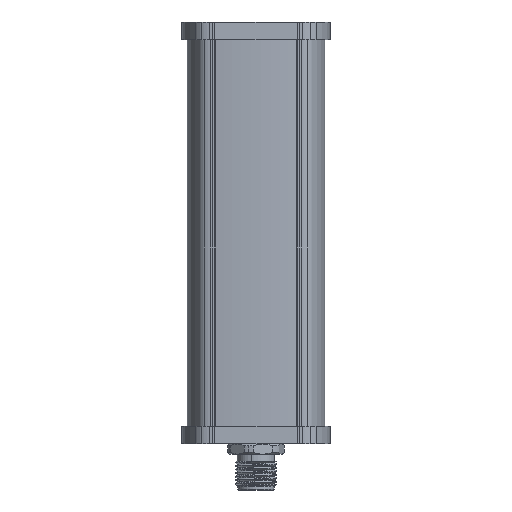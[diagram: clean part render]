
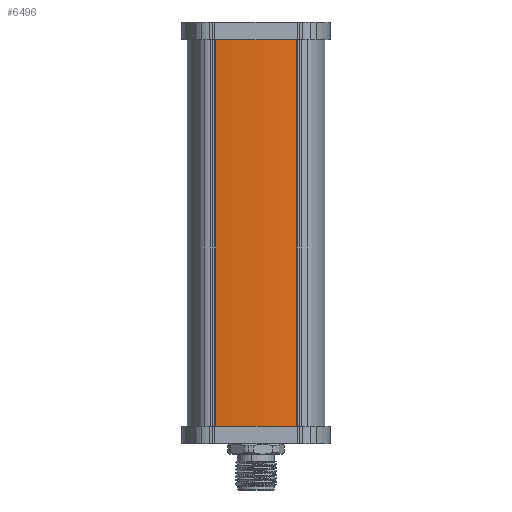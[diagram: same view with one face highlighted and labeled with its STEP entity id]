
A CAD part, front view. The second image highlights one B-rep face of the part: STEP entity #6496.
In plain terms, the highlighted cylindrical face has radius 94.814 mm (diameter 189.629 mm), a partial arc.
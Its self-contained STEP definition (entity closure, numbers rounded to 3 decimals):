
#177 = VECTOR ( 'NONE', #15274, 1000. ) ;
#191 = VERTEX_POINT ( 'NONE', #5888 ) ;
#1337 = EDGE_CURVE ( 'NONE', #1722, #17245, #20578, .T. ) ;
#1722 = VERTEX_POINT ( 'NONE', #25677 ) ;
#1724 = CARTESIAN_POINT ( 'NONE',  ( -4.35, -57.916, 13.225 ) ) ;
#1926 = VERTEX_POINT ( 'NONE', #7175 ) ;
#2132 = ORIENTED_EDGE ( 'NONE', *, *, #9150, .F. ) ;
#2280 = DIRECTION ( 'NONE',  ( -1., 0., 0. ) ) ;
#2449 = CARTESIAN_POINT ( 'NONE',  ( 11.503, 74.695, 12.625 ) ) ;
#2858 = VECTOR ( 'NONE', #20212, 1000. ) ;
#3816 = EDGE_CURVE ( 'NONE', #1722, #4661, #12414, .T. ) ;
#3819 = CARTESIAN_POINT ( 'NONE',  ( 4.357, 74.695, 13.225 ) ) ;
#4016 = CARTESIAN_POINT ( 'NONE',  ( 0.003, 56.084, -81.489 ) ) ;
#4085 = CARTESIAN_POINT ( 'NONE',  ( -11.497, 74.695, 12.625 ) ) ;
#4157 = CIRCLE ( 'NONE', #11753, 94.814 ) ;
#4591 = ORIENTED_EDGE ( 'NONE', *, *, #26109, .T. ) ;
#4661 = VERTEX_POINT ( 'NONE', #13888 ) ;
#4853 = LINE ( 'NONE', #12398, #23973 ) ;
#4883 = VERTEX_POINT ( 'NONE', #7876 ) ;
#5392 = CARTESIAN_POINT ( 'NONE',  ( -4.35, -55.916, 13.225 ) ) ;
#5818 = AXIS2_PLACEMENT_3D ( 'NONE', #18644, #6240, #2280 ) ;
#5888 = CARTESIAN_POINT ( 'NONE',  ( 4.357, -55.916, 13.225 ) ) ;
#5942 = DIRECTION ( 'NONE',  ( 0., 1., 0. ) ) ;
#6240 = DIRECTION ( 'NONE',  ( 0., -1., 0. ) ) ;
#6406 = CARTESIAN_POINT ( 'NONE',  ( 4.357, 74.695, 13.225 ) ) ;
#6496 = ADVANCED_FACE ( 'NONE', ( #17679 ), #25756, .T. ) ;
#6663 = AXIS2_PLACEMENT_3D ( 'NONE', #4016, #18536, #24494 ) ;
#7175 = CARTESIAN_POINT ( 'NONE',  ( 11.503, -57.916, 12.625 ) ) ;
#7249 = DIRECTION ( 'NONE',  ( 1., 0., 0. ) ) ;
#7624 = CIRCLE ( 'NONE', #20269, 94.814 ) ;
#7650 = CARTESIAN_POINT ( 'NONE',  ( 0.003, 74.695, -81.489 ) ) ;
#7675 = CARTESIAN_POINT ( 'NONE',  ( -4.35, 54.084, 13.225 ) ) ;
#7876 = CARTESIAN_POINT ( 'NONE',  ( 4.357, 56.084, 13.225 ) ) ;
#8485 = EDGE_CURVE ( 'NONE', #4883, #18859, #18208, .T. ) ;
#8611 = EDGE_CURVE ( 'NONE', #16821, #11418, #4853, .T. ) ;
#9061 = CARTESIAN_POINT ( 'NONE',  ( -4.35, 74.695, 13.225 ) ) ;
#9150 = EDGE_CURVE ( 'NONE', #16821, #4661, #4157, .T. ) ;
#9316 = ORIENTED_EDGE ( 'NONE', *, *, #3816, .T. ) ;
#10122 = EDGE_CURVE ( 'NONE', #1926, #10715, #11293, .T. ) ;
#10496 = DIRECTION ( 'NONE',  ( 0., -1., 0. ) ) ;
#10715 = VERTEX_POINT ( 'NONE', #17138 ) ;
#10955 = CIRCLE ( 'NONE', #14352, 94.814 ) ;
#10962 = AXIS2_PLACEMENT_3D ( 'NONE', #11885, #5942, #22194 ) ;
#11274 = ORIENTED_EDGE ( 'NONE', *, *, #10122, .F. ) ;
#11293 = CIRCLE ( 'NONE', #5818, 94.814 ) ;
#11418 = VERTEX_POINT ( 'NONE', #5392 ) ;
#11753 = AXIS2_PLACEMENT_3D ( 'NONE', #17362, #21972, #23195 ) ;
#11885 = CARTESIAN_POINT ( 'NONE',  ( 0.003, 54.084, -81.489 ) ) ;
#12393 = EDGE_CURVE ( 'NONE', #191, #11418, #10955, .T. ) ;
#12398 = CARTESIAN_POINT ( 'NONE',  ( -4.35, 74.695, 13.225 ) ) ;
#12414 = LINE ( 'NONE', #4085, #2858 ) ;
#12439 = EDGE_LOOP ( 'NONE', ( #15758, #26123, #19037, #15119, #26041, #9316, #2132, #20793, #24005, #4591, #11274, #16369 ) ) ;
#12466 = CARTESIAN_POINT ( 'NONE',  ( -4.35, 56.084, 13.225 ) ) ;
#12484 = LINE ( 'NONE', #2449, #21810 ) ;
#13255 = CARTESIAN_POINT ( 'NONE',  ( 0.003, -55.916, -81.489 ) ) ;
#13888 = CARTESIAN_POINT ( 'NONE',  ( -11.497, -57.916, 12.625 ) ) ;
#14352 = AXIS2_PLACEMENT_3D ( 'NONE', #13255, #19717, #23428 ) ;
#14467 = LINE ( 'NONE', #6406, #24862 ) ;
#14620 = EDGE_CURVE ( 'NONE', #18454, #1926, #12484, .T. ) ;
#14674 = CARTESIAN_POINT ( 'NONE',  ( 0.003, 56.084, -81.489 ) ) ;
#15028 = DIRECTION ( 'NONE',  ( 0., 1., 0. ) ) ;
#15062 = DIRECTION ( 'NONE',  ( 1., 0., 0. ) ) ;
#15105 = VECTOR ( 'NONE', #24038, 1000. ) ;
#15119 = ORIENTED_EDGE ( 'NONE', *, *, #25924, .T. ) ;
#15274 = DIRECTION ( 'NONE',  ( 0., 1., 0. ) ) ;
#15758 = ORIENTED_EDGE ( 'NONE', *, *, #20112, .F. ) ;
#16369 = ORIENTED_EDGE ( 'NONE', *, *, #14620, .F. ) ;
#16821 = VERTEX_POINT ( 'NONE', #1724 ) ;
#17023 = DIRECTION ( 'NONE',  ( 0., 1., 0. ) ) ;
#17138 = CARTESIAN_POINT ( 'NONE',  ( 4.357, -57.916, 13.225 ) ) ;
#17245 = VERTEX_POINT ( 'NONE', #12466 ) ;
#17362 = CARTESIAN_POINT ( 'NONE',  ( 0.003, -57.916, -81.489 ) ) ;
#17679 = FACE_OUTER_BOUND ( 'NONE', #12439, .T. ) ;
#18030 = VERTEX_POINT ( 'NONE', #7675 ) ;
#18058 = EDGE_CURVE ( 'NONE', #18030, #18859, #22368, .T. ) ;
#18208 = LINE ( 'NONE', #3819, #15105 ) ;
#18454 = VERTEX_POINT ( 'NONE', #22116 ) ;
#18536 = DIRECTION ( 'NONE',  ( 0., 1., 0. ) ) ;
#18644 = CARTESIAN_POINT ( 'NONE',  ( 0.003, -57.916, -81.489 ) ) ;
#18859 = VERTEX_POINT ( 'NONE', #23719 ) ;
#19037 = ORIENTED_EDGE ( 'NONE', *, *, #18058, .F. ) ;
#19097 = LINE ( 'NONE', #9061, #177 ) ;
#19717 = DIRECTION ( 'NONE',  ( 0., -1., 0. ) ) ;
#20112 = EDGE_CURVE ( 'NONE', #4883, #18454, #7624, .T. ) ;
#20212 = DIRECTION ( 'NONE',  ( 0., -1., 0. ) ) ;
#20269 = AXIS2_PLACEMENT_3D ( 'NONE', #14674, #17023, #15062 ) ;
#20578 = CIRCLE ( 'NONE', #6663, 94.814 ) ;
#20793 = ORIENTED_EDGE ( 'NONE', *, *, #8611, .T. ) ;
#21810 = VECTOR ( 'NONE', #10496, 1000. ) ;
#21972 = DIRECTION ( 'NONE',  ( 0., -1., 0. ) ) ;
#22116 = CARTESIAN_POINT ( 'NONE',  ( 11.503, 56.084, 12.625 ) ) ;
#22194 = DIRECTION ( 'NONE',  ( -1., 0., 0. ) ) ;
#22368 = CIRCLE ( 'NONE', #10962, 94.814 ) ;
#22650 = DIRECTION ( 'NONE',  ( 0., -1., 0. ) ) ;
#23195 = DIRECTION ( 'NONE',  ( -1., 0., 0. ) ) ;
#23428 = DIRECTION ( 'NONE',  ( 1., 0., 0. ) ) ;
#23719 = CARTESIAN_POINT ( 'NONE',  ( 4.357, 54.084, 13.225 ) ) ;
#23973 = VECTOR ( 'NONE', #15028, 1000. ) ;
#24005 = ORIENTED_EDGE ( 'NONE', *, *, #12393, .F. ) ;
#24038 = DIRECTION ( 'NONE',  ( 0., -1., 0. ) ) ;
#24494 = DIRECTION ( 'NONE',  ( 1., 0., 0. ) ) ;
#24862 = VECTOR ( 'NONE', #22650, 1000. ) ;
#25086 = AXIS2_PLACEMENT_3D ( 'NONE', #7650, #25351, #7249 ) ;
#25351 = DIRECTION ( 'NONE',  ( 0., -1., 0. ) ) ;
#25677 = CARTESIAN_POINT ( 'NONE',  ( -11.497, 56.084, 12.625 ) ) ;
#25756 = CYLINDRICAL_SURFACE ( 'NONE', #25086, 94.814 ) ;
#25924 = EDGE_CURVE ( 'NONE', #18030, #17245, #19097, .T. ) ;
#26041 = ORIENTED_EDGE ( 'NONE', *, *, #1337, .F. ) ;
#26109 = EDGE_CURVE ( 'NONE', #191, #10715, #14467, .T. ) ;
#26123 = ORIENTED_EDGE ( 'NONE', *, *, #8485, .T. ) ;
